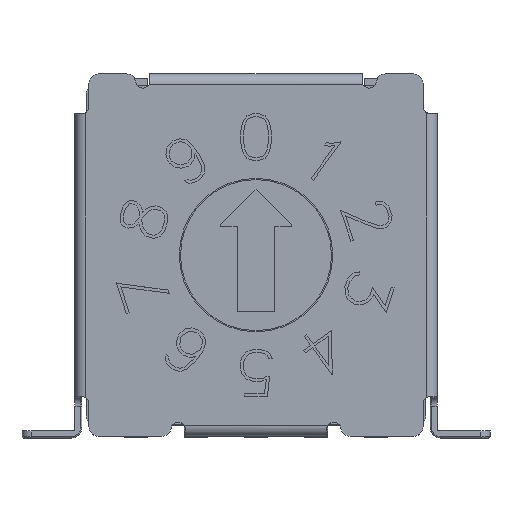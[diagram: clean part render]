
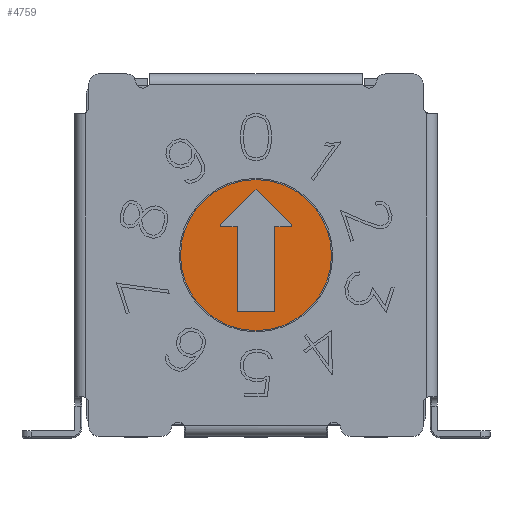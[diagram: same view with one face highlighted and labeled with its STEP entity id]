
A CAD part, top view. The second image highlights one B-rep face of the part: STEP entity #4759.
In plain terms, the highlighted planar face has unit normal (0, 0, 1).
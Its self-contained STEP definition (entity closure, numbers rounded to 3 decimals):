
#1415 = DIRECTION ( 'NONE',  ( 0., 0., -1. ) ) ;
#1573 = ORIENTED_EDGE ( 'NONE', *, *, #13637, .T. ) ;
#2136 = EDGE_CURVE ( 'NONE', #39475, #24577, #31080, .T. ) ;
#2197 = LINE ( 'NONE', #15937, #12307 ) ;
#2443 = EDGE_CURVE ( 'NONE', #26297, #32215, #3415, .T. ) ;
#3415 = LINE ( 'NONE', #24085, #18886 ) ;
#3787 = DIRECTION ( 'NONE',  ( 0., 0., -1. ) ) ;
#3975 = CARTESIAN_POINT ( 'NONE',  ( -0.528, 2.64, -0.1 ) ) ;
#4136 = FACE_OUTER_BOUND ( 'NONE', #26692, .T. ) ;
#4548 = CARTESIAN_POINT ( 'NONE',  ( 0.272, 2.64, -0.1 ) ) ;
#4759 = ADVANCED_FACE ( 'NONE', ( #4136, #16183 ), #12902, .T. ) ;
#5035 = DIRECTION ( 'NONE',  ( 0., -1., 0. ) ) ;
#5143 = ORIENTED_EDGE ( 'NONE', *, *, #12453, .T. ) ;
#5884 = CARTESIAN_POINT ( 'NONE',  ( -0.128, 2.24, -0.1 ) ) ;
#6835 = CARTESIAN_POINT ( 'NONE',  ( -0.128, 3.84, -0.1 ) ) ;
#7196 = CIRCLE ( 'NONE', #23424, 1.6 ) ;
#8200 = VERTEX_POINT ( 'NONE', #30428 ) ;
#8492 = CARTESIAN_POINT ( 'NONE',  ( -0.528, 4.44, -0.1 ) ) ;
#8719 = VERTEX_POINT ( 'NONE', #12334 ) ;
#9092 = CARTESIAN_POINT ( 'NONE',  ( 0.621, 4.491, -0.1 ) ) ;
#9516 = CARTESIAN_POINT ( 'NONE',  ( 0.272, 2.64, -0.1 ) ) ;
#9907 = CARTESIAN_POINT ( 'NONE',  ( 0.272, 4.44, -0.1 ) ) ;
#9920 = ORIENTED_EDGE ( 'NONE', *, *, #2443, .T. ) ;
#10078 = ORIENTED_EDGE ( 'NONE', *, *, #20817, .T. ) ;
#10140 = ORIENTED_EDGE ( 'NONE', *, *, #13503, .T. ) ;
#11233 = VERTEX_POINT ( 'NONE', #5884 ) ;
#11386 = DIRECTION ( 'NONE',  ( 0., 0., 1. ) ) ;
#11784 = CARTESIAN_POINT ( 'NONE',  ( -0.128, 3.84, -0.1 ) ) ;
#12307 = VECTOR ( 'NONE', #12743, 1000. ) ;
#12334 = CARTESIAN_POINT ( 'NONE',  ( -0.128, 5.24, -0.1 ) ) ;
#12453 = EDGE_CURVE ( 'NONE', #8200, #8719, #39818, .T. ) ;
#12743 = DIRECTION ( 'NONE',  ( 0.707, -0.707, 0. ) ) ;
#12796 = ORIENTED_EDGE ( 'NONE', *, *, #2136, .T. ) ;
#12902 = PLANE ( 'NONE',  #29889 ) ;
#13333 = EDGE_CURVE ( 'NONE', #11233, #27276, #7196, .T. ) ;
#13503 = EDGE_CURVE ( 'NONE', #19489, #26297, #37677, .T. ) ;
#13532 = VECTOR ( 'NONE', #35789, 1000. ) ;
#13637 = EDGE_CURVE ( 'NONE', #27276, #11233, #16338, .T. ) ;
#13721 = ORIENTED_EDGE ( 'NONE', *, *, #17819, .T. ) ;
#14827 = EDGE_LOOP ( 'NONE', ( #5143, #37839, #10140, #9920, #16520, #13721, #12796, #19237, #10078 ) ) ;
#15937 = CARTESIAN_POINT ( 'NONE',  ( -0.128, 5.24, -0.1 ) ) ;
#15960 = LINE ( 'NONE', #4548, #32507 ) ;
#16183 = FACE_BOUND ( 'NONE', #14827, .T. ) ;
#16338 = CIRCLE ( 'NONE', #25849, 1.6 ) ;
#16520 = ORIENTED_EDGE ( 'NONE', *, *, #16993, .T. ) ;
#16993 = EDGE_CURVE ( 'NONE', #32215, #23404, #15960, .T. ) ;
#17711 = CARTESIAN_POINT ( 'NONE',  ( -0.528, 2.64, -0.1 ) ) ;
#17819 = EDGE_CURVE ( 'NONE', #23404, #39475, #25127, .T. ) ;
#18886 = VECTOR ( 'NONE', #39578, 1000. ) ;
#19237 = ORIENTED_EDGE ( 'NONE', *, *, #36561, .T. ) ;
#19489 = VERTEX_POINT ( 'NONE', #9092 ) ;
#19989 = ORIENTED_EDGE ( 'NONE', *, *, #13333, .T. ) ;
#20817 = EDGE_CURVE ( 'NONE', #39354, #8200, #32815, .T. ) ;
#21292 = CARTESIAN_POINT ( 'NONE',  ( -0.128, 5.44, -0.1 ) ) ;
#21789 = LINE ( 'NONE', #35658, #13532 ) ;
#21846 = EDGE_CURVE ( 'NONE', #8719, #19489, #2197, .T. ) ;
#22136 = CARTESIAN_POINT ( 'NONE',  ( -0.856, 4.44, -0.1 ) ) ;
#22638 = AXIS2_PLACEMENT_3D ( 'NONE', #38704, #1415, #5035 ) ;
#23404 = VERTEX_POINT ( 'NONE', #9516 ) ;
#23424 = AXIS2_PLACEMENT_3D ( 'NONE', #11784, #11386, #27173 ) ;
#23926 = CARTESIAN_POINT ( 'NONE',  ( -0.128, 3.84, -0.1 ) ) ;
#24085 = CARTESIAN_POINT ( 'NONE',  ( 0.672, 4.44, -0.1 ) ) ;
#24577 = VERTEX_POINT ( 'NONE', #32570 ) ;
#25127 = LINE ( 'NONE', #17711, #28038 ) ;
#25849 = AXIS2_PLACEMENT_3D ( 'NONE', #23926, #33224, #39285 ) ;
#26297 = VERTEX_POINT ( 'NONE', #32580 ) ;
#26692 = EDGE_LOOP ( 'NONE', ( #1573, #19989 ) ) ;
#27173 = DIRECTION ( 'NONE',  ( 0., -1., 0. ) ) ;
#27276 = VERTEX_POINT ( 'NONE', #21292 ) ;
#28038 = VECTOR ( 'NONE', #30354, 1000. ) ;
#28335 = CARTESIAN_POINT ( 'NONE',  ( 0.599, 4.47, -0.1 ) ) ;
#28526 = DIRECTION ( 'NONE',  ( 0., 0., 1. ) ) ;
#29632 = DIRECTION ( 'NONE',  ( 0., -1., 0. ) ) ;
#29889 = AXIS2_PLACEMENT_3D ( 'NONE', #6835, #28526, #34276 ) ;
#30354 = DIRECTION ( 'NONE',  ( -1., 0., 0. ) ) ;
#30428 = CARTESIAN_POINT ( 'NONE',  ( -0.877, 4.491, -0.1 ) ) ;
#30560 = DIRECTION ( 'NONE',  ( 0., 1., 0. ) ) ;
#31080 = LINE ( 'NONE', #8492, #35891 ) ;
#31417 = DIRECTION ( 'NONE',  ( 0., -1., 0. ) ) ;
#32215 = VERTEX_POINT ( 'NONE', #9907 ) ;
#32507 = VECTOR ( 'NONE', #29632, 1000. ) ;
#32570 = CARTESIAN_POINT ( 'NONE',  ( -0.528, 4.44, -0.1 ) ) ;
#32580 = CARTESIAN_POINT ( 'NONE',  ( 0.599, 4.44, -0.1 ) ) ;
#32815 = CIRCLE ( 'NONE', #22638, 0.03 ) ;
#33224 = DIRECTION ( 'NONE',  ( 0., 0., 1. ) ) ;
#34276 = DIRECTION ( 'NONE',  ( 0., -1., 0. ) ) ;
#35658 = CARTESIAN_POINT ( 'NONE',  ( -0.528, 4.44, -0.1 ) ) ;
#35789 = DIRECTION ( 'NONE',  ( -1., 0., 0. ) ) ;
#35891 = VECTOR ( 'NONE', #30560, 1000. ) ;
#36349 = AXIS2_PLACEMENT_3D ( 'NONE', #28335, #3787, #31417 ) ;
#36561 = EDGE_CURVE ( 'NONE', #24577, #39354, #21789, .T. ) ;
#36920 = VECTOR ( 'NONE', #40105, 1000. ) ;
#37538 = CARTESIAN_POINT ( 'NONE',  ( -0.128, 5.24, -0.1 ) ) ;
#37677 = CIRCLE ( 'NONE', #36349, 0.03 ) ;
#37839 = ORIENTED_EDGE ( 'NONE', *, *, #21846, .T. ) ;
#38704 = CARTESIAN_POINT ( 'NONE',  ( -0.856, 4.47, -0.1 ) ) ;
#39285 = DIRECTION ( 'NONE',  ( 0., -1., 0. ) ) ;
#39354 = VERTEX_POINT ( 'NONE', #22136 ) ;
#39475 = VERTEX_POINT ( 'NONE', #3975 ) ;
#39578 = DIRECTION ( 'NONE',  ( -1., 0., 0. ) ) ;
#39818 = LINE ( 'NONE', #37538, #36920 ) ;
#40105 = DIRECTION ( 'NONE',  ( 0.707, 0.707, 0. ) ) ;
